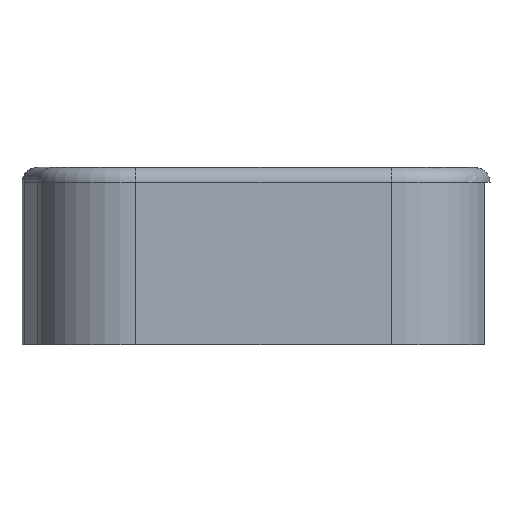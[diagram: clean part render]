
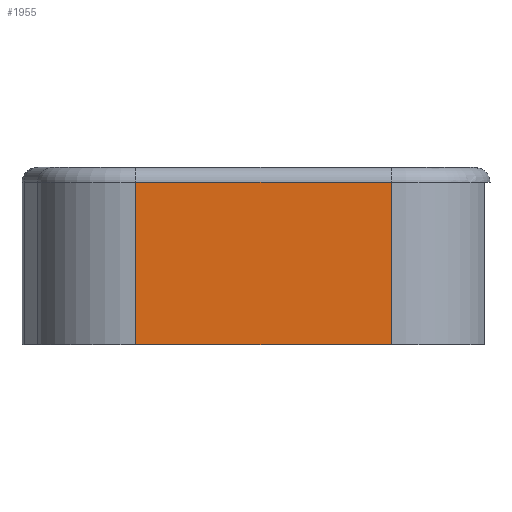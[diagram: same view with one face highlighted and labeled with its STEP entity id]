
A CAD part, front view. The second image highlights one B-rep face of the part: STEP entity #1955.
In plain terms, the highlighted planar face has unit normal (0, -1, 0).
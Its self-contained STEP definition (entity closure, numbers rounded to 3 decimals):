
#76=PLANE('',#2110);
#149=FACE_OUTER_BOUND('',#263,.T.);
#263=EDGE_LOOP('',(#1554,#1555,#1556,#1557));
#439=LINE('',#3115,#638);
#455=LINE('',#3161,#654);
#456=LINE('',#3162,#655);
#457=LINE('',#3163,#656);
#638=VECTOR('',#2471,10.);
#654=VECTOR('',#2511,10.);
#655=VECTOR('',#2512,10.);
#656=VECTOR('',#2513,10.);
#934=VERTEX_POINT('',#3112);
#935=VERTEX_POINT('',#3114);
#952=VERTEX_POINT('',#3159);
#953=VERTEX_POINT('',#3160);
#1156=EDGE_CURVE('',#934,#935,#439,.T.);
#1180=EDGE_CURVE('',#952,#953,#455,.T.);
#1181=EDGE_CURVE('',#935,#952,#456,.T.);
#1182=EDGE_CURVE('',#934,#953,#457,.T.);
#1554=ORIENTED_EDGE('',*,*,#1180,.F.);
#1555=ORIENTED_EDGE('',*,*,#1181,.F.);
#1556=ORIENTED_EDGE('',*,*,#1156,.F.);
#1557=ORIENTED_EDGE('',*,*,#1182,.T.);
#1955=ADVANCED_FACE('',(#149),#76,.T.);
#2110=AXIS2_PLACEMENT_3D('',#3158,#2509,#2510);
#2471=DIRECTION('',(-1.,0.,0.));
#2509=DIRECTION('center_axis',(0.,-1.,0.));
#2510=DIRECTION('ref_axis',(1.,0.,0.));
#2511=DIRECTION('',(1.,0.,0.));
#2512=DIRECTION('',(0.,0.,1.));
#2513=DIRECTION('',(0.,0.,1.));
#3112=CARTESIAN_POINT('',(22.098,-1.5,-3.43));
#3114=CARTESIAN_POINT('',(5.08,-1.5,-3.43));
#3115=CARTESIAN_POINT('',(5.08,-1.5,-3.43));
#3158=CARTESIAN_POINT('Origin',(5.08,-1.5,7.37));
#3159=CARTESIAN_POINT('',(5.08,-1.5,7.37));
#3160=CARTESIAN_POINT('',(22.098,-1.5,7.37));
#3161=CARTESIAN_POINT('',(9.843,-1.5,7.37));
#3162=CARTESIAN_POINT('',(5.08,-1.5,7.37));
#3163=CARTESIAN_POINT('',(22.098,-1.5,7.37));
